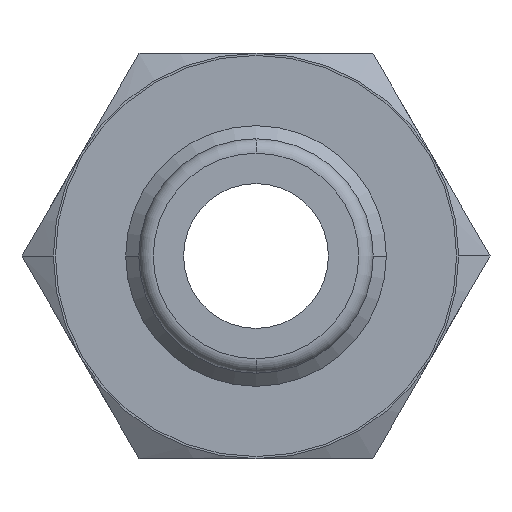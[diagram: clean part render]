
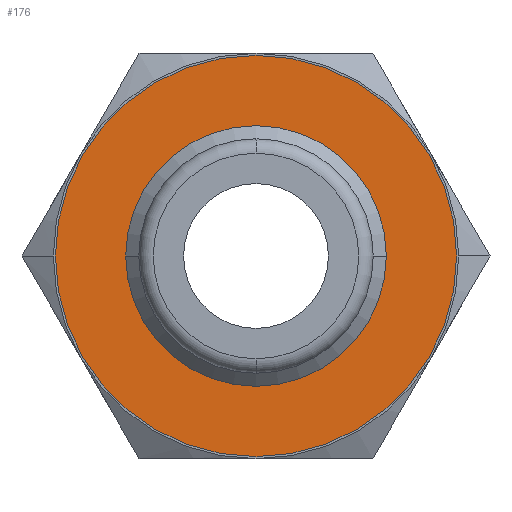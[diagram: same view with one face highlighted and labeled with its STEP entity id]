
A CAD part, front view. The second image highlights one B-rep face of the part: STEP entity #176.
In plain terms, the highlighted planar face has unit normal (0, -1, 0).
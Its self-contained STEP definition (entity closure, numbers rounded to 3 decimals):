
#176=ADVANCED_FACE('',(#358,#359),#360,.T.);
#358=FACE_OUTER_BOUND('',#539,.T.);
#359=FACE_BOUND('',#540,.T.);
#360=PLANE('',#541);
#539=EDGE_LOOP('',(#966,#967));
#540=EDGE_LOOP('',(#968,#969));
#541=AXIS2_PLACEMENT_3D('',#970,#971,#972);
#966=ORIENTED_EDGE('',*,*,#1157,.T.);
#967=ORIENTED_EDGE('',*,*,#1091,.T.);
#968=ORIENTED_EDGE('',*,*,#1184,.F.);
#969=ORIENTED_EDGE('',*,*,#1170,.F.);
#970=CARTESIAN_POINT('',(0.0,14.0,0.0));
#971=DIRECTION('',(0.0,-1.0,0.0));
#972=DIRECTION('',(-1.0,0.0,0.0));
#1091=EDGE_CURVE('',#1310,#1308,#1311,.T.);
#1157=EDGE_CURVE('',#1308,#1310,#1399,.T.);
#1170=EDGE_CURVE('',#1411,#1413,#1414,.T.);
#1184=EDGE_CURVE('',#1413,#1411,#1428,.T.);
#1308=VERTEX_POINT('',#1687);
#1310=VERTEX_POINT('',#1690);
#1311=CIRCLE('',#1691,6.93);
#1399=CIRCLE('',#1903,6.93);
#1411=VERTEX_POINT('',#1918);
#1413=VERTEX_POINT('',#1921);
#1414=CIRCLE('',#1922,4.5);
#1428=CIRCLE('',#1959,4.5);
#1687=CARTESIAN_POINT('',(6.93,14.0,0.0));
#1690=CARTESIAN_POINT('',(-6.93,14.0,0.));
#1691=AXIS2_PLACEMENT_3D('',#2082,#2083,#2084);
#1903=AXIS2_PLACEMENT_3D('',#2168,#2169,#2170);
#1918=CARTESIAN_POINT('',(4.5,14.0,0.));
#1921=CARTESIAN_POINT('',(-4.5,14.0,0.));
#1922=AXIS2_PLACEMENT_3D('',#2184,#2185,#2186);
#1959=AXIS2_PLACEMENT_3D('',#2197,#2198,#2199);
#2082=CARTESIAN_POINT('',(0.0,14.0,0.0));
#2083=DIRECTION('',(0.0,-1.0,0.0));
#2084=DIRECTION('',(1.0,0.0,0.0));
#2168=CARTESIAN_POINT('',(0.0,14.0,0.0));
#2169=DIRECTION('',(0.0,-1.0,0.0));
#2170=DIRECTION('',(1.0,0.0,0.0));
#2184=CARTESIAN_POINT('',(0.0,14.0,0.0));
#2185=DIRECTION('',(0.0,-1.0,0.0));
#2186=DIRECTION('',(1.0,0.0,0.0));
#2197=CARTESIAN_POINT('',(0.0,14.0,0.0));
#2198=DIRECTION('',(0.0,-1.0,0.0));
#2199=DIRECTION('',(1.0,0.0,0.0));
